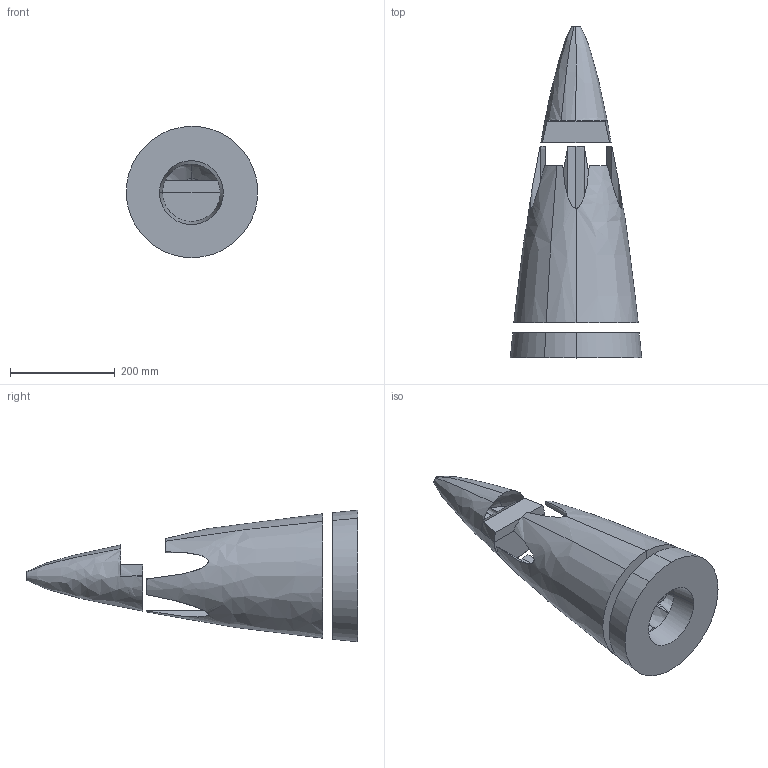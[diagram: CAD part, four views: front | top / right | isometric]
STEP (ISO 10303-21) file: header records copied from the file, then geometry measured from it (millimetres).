
FILE_DESCRIPTION(/* description */ (''),/* implementation_level */ '2;1');
FILE_NAME(/* name */ 'Just_Foam',/* time_stamp */ '2022-12-26T21:39:57+01:00',/* author */ (''),/* organization */ (''),/* preprocessor_version */ 'ST-DEVELOPER v14',/* originating_system */ '',/* authorisation */ '');
FILE_SCHEMA (('AUTOMOTIVE_DESIGN_CC2'));
Length unit declared in the file: millimetre
Products named in the file (1): Document
Bounding box: 251 x 633.97 x 251.02 mm (x, y, z)
Volume: 6601177.7 mm3; surface area: 615543.5 mm2
Topology: 4 solids, 4 shells, 125 faces, 331 edges, 208 vertices
Faces by surface type: bspline 64, plane 61
Entity records: 12473 total; most frequent: CARTESIAN_POINT 10481, ORIENTED_EDGE 658, EDGE_CURVE 329, VERTEX_POINT 207, B_SPLINE_CURVE_WITH_KNOTS 167, EDGE_LOOP 128, ADVANCED_FACE 125, FACE_OUTER_BOUND 125
